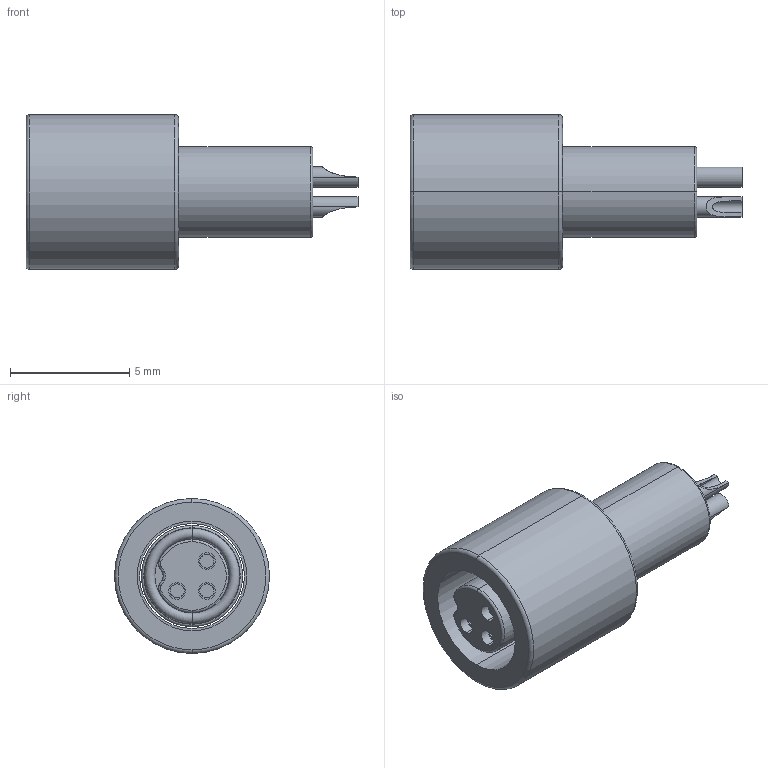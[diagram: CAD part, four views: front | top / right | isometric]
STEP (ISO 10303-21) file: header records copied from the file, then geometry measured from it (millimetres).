
FILE_DESCRIPTION (( 'STEP AP203' ), '1' );
FILE_NAME ('50-00604_revA1.STEP', '2025-03-24T21:45:13', ( '' ), ( '' ), 'SwSTEP 2.0', 'SolidWorks 2021', '' );
FILE_SCHEMA (( 'CONFIG_CONTROL_DESIGN' ));
Length unit declared in the file: millimetre
Products named in the file (6): M5F3P; 50-00604_revA1; M5Female_inline threads_Step; M5_oring_small; M5Female_socket
Assembly tree (7 placements, depth 3):
  50-00604_revA1
    M5Female_inline threads_Step
    M5_oring_small
    M5F3P
      M5F3P
      M5Female_socket  x3
Bounding box: 13.93 x 6.5 x 6.5 mm (x, y, z)
Volume: 223 mm3; surface area: 679.1 mm2
Topology: 6 solids, 6 shells, 128 faces, 279 edges, 168 vertices
Faces by surface type: cylinder 54, plane 39, torus 20, cone 12, bspline 3
Entity records: 3543 total; most frequent: CARTESIAN_POINT 941, DIRECTION 464, ORIENTED_EDGE 364, AXIS2_PLACEMENT_3D 206, EDGE_CURVE 182, CIRCLE 112, VERTEX_POINT 110, EDGE_LOOP 98
